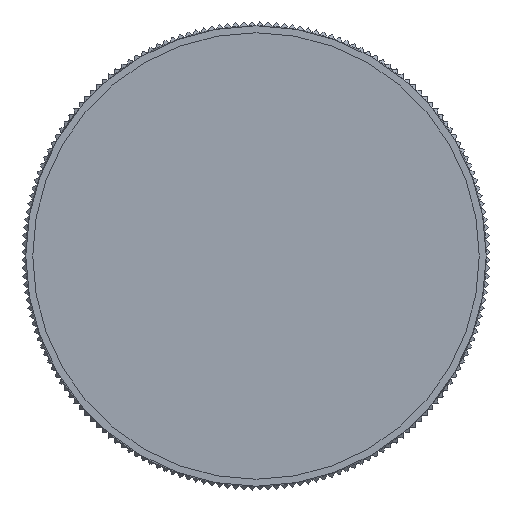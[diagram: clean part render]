
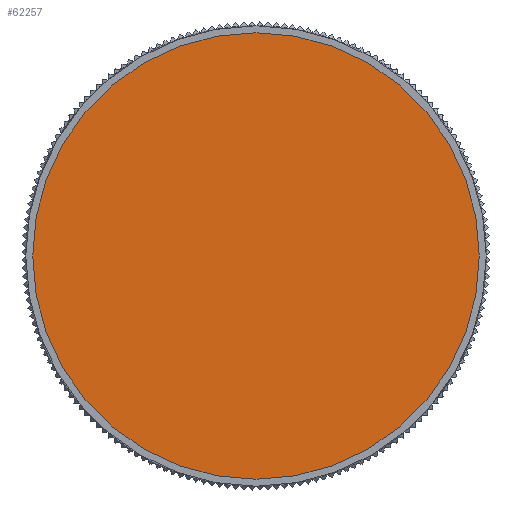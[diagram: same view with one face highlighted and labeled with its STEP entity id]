
A CAD part, left-side view. The second image highlights one B-rep face of the part: STEP entity #62257.
In plain terms, the highlighted planar face has unit normal (-1, 0, 0).
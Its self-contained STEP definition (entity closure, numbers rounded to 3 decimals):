
#2293 = CARTESIAN_POINT ( 'NONE',  ( -68., 0., 0. ) ) ;
#2296 = FACE_OUTER_BOUND ( 'NONE', #59051, .T. ) ;
#2297 = PLANE ( 'NONE',  #81182 ) ;
#2299 = DIRECTION ( 'NONE',  ( -1., 0., 0. ) ) ;
#2300 = DIRECTION ( 'NONE',  ( 0., 0., 1. ) ) ;
#22929 = VERTEX_POINT ( 'NONE', #37718 ) ;
#22939 = VERTEX_POINT ( 'NONE', #37728 ) ;
#33382 = EDGE_CURVE ( 'NONE', #22939, #22929, #56751, .T. ) ;
#37718 = CARTESIAN_POINT ( 'NONE',  ( -68., 0., 29. ) ) ;
#37728 = CARTESIAN_POINT ( 'NONE',  ( -68., 0., -29. ) ) ;
#56751 = CIRCLE ( 'NONE', #56754, 29. ) ;
#56754 = AXIS2_PLACEMENT_3D ( 'NONE', #60251, #60253, #60255 ) ;
#59051 = EDGE_LOOP ( 'NONE', ( #73102, #73104 ) ) ;
#60251 = CARTESIAN_POINT ( 'NONE',  ( -68., 0., 0. ) ) ;
#60253 = DIRECTION ( 'NONE',  ( -1., 0., 0. ) ) ;
#60255 = DIRECTION ( 'NONE',  ( 0., 0., 1. ) ) ;
#62011 = EDGE_CURVE ( 'NONE', #22929, #22939, #80692, .T. ) ;
#62257 = ADVANCED_FACE ( 'NONE', ( #2296 ), #2297, .T. ) ;
#73102 = ORIENTED_EDGE ( 'NONE', *, *, #62011, .T. ) ;
#73104 = ORIENTED_EDGE ( 'NONE', *, *, #33382, .T. ) ;
#80692 = CIRCLE ( 'NONE', #80698, 29. ) ;
#80698 = AXIS2_PLACEMENT_3D ( 'NONE', #83580, #83582, #83584 ) ;
#81182 = AXIS2_PLACEMENT_3D ( 'NONE', #2293, #2299, #2300 ) ;
#83580 = CARTESIAN_POINT ( 'NONE',  ( -68., 0., 0. ) ) ;
#83582 = DIRECTION ( 'NONE',  ( -1., 0., 0. ) ) ;
#83584 = DIRECTION ( 'NONE',  ( 0., 0., 1. ) ) ;
